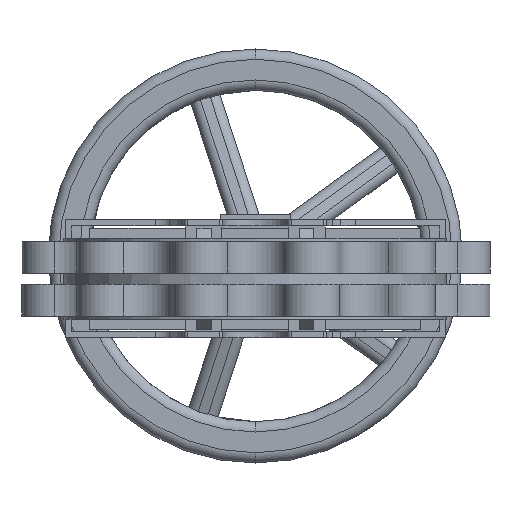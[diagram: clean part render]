
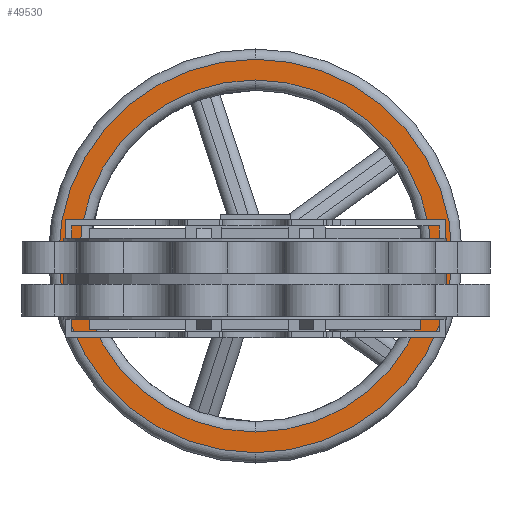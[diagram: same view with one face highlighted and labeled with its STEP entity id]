
A CAD part, front view. The second image highlights one B-rep face of the part: STEP entity #49530.
In plain terms, the highlighted planar face has unit normal (0, -1, 0).
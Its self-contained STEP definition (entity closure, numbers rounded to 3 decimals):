
#1656 = ORIENTED_EDGE ( 'NONE', *, *, #46010, .T. ) ;
#2322 = CIRCLE ( 'NONE', #32808, 190. ) ;
#3202 = DIRECTION ( 'NONE',  ( 0., 1., 0. ) ) ;
#4358 = DIRECTION ( 'NONE',  ( 0., 0., 1. ) ) ;
#4981 = VERTEX_POINT ( 'NONE', #43744 ) ;
#5243 = PLANE ( 'NONE',  #16545 ) ;
#8398 = EDGE_LOOP ( 'NONE', ( #21021, #13798 ) ) ;
#9313 = DIRECTION ( 'NONE',  ( 0., 1., 0. ) ) ;
#11312 = CIRCLE ( 'NONE', #14988, 170. ) ;
#11530 = CARTESIAN_POINT ( 'NONE',  ( 0., 828.5, 58. ) ) ;
#11737 = VERTEX_POINT ( 'NONE', #17380 ) ;
#12003 = DIRECTION ( 'NONE',  ( 0., 1., 0. ) ) ;
#13798 = ORIENTED_EDGE ( 'NONE', *, *, #19543, .T. ) ;
#14988 = AXIS2_PLACEMENT_3D ( 'NONE', #11530, #3202, #47514 ) ;
#16066 = CARTESIAN_POINT ( 'NONE',  ( 0., 828.5, 58. ) ) ;
#16073 = DIRECTION ( 'NONE',  ( 0., 0., 1. ) ) ;
#16545 = AXIS2_PLACEMENT_3D ( 'NONE', #17823, #9313, #17462 ) ;
#17380 = CARTESIAN_POINT ( 'NONE',  ( 0., 828.5, 228. ) ) ;
#17462 = DIRECTION ( 'NONE',  ( 0., 0., 1. ) ) ;
#17823 = CARTESIAN_POINT ( 'NONE',  ( 0., 828.5, 58. ) ) ;
#18476 = CIRCLE ( 'NONE', #27269, 190. ) ;
#19543 = EDGE_CURVE ( 'NONE', #4981, #44232, #18476, .T. ) ;
#21021 = ORIENTED_EDGE ( 'NONE', *, *, #34624, .T. ) ;
#21172 = AXIS2_PLACEMENT_3D ( 'NONE', #32765, #12003, #16073 ) ;
#21899 = DIRECTION ( 'NONE',  ( 0., 0., 1. ) ) ;
#22264 = DIRECTION ( 'NONE',  ( 0., -1., 0. ) ) ;
#23033 = CARTESIAN_POINT ( 'NONE',  ( 0., 828.5, -112. ) ) ;
#24586 = DIRECTION ( 'NONE',  ( 0., -1., 0. ) ) ;
#25236 = CIRCLE ( 'NONE', #21172, 170. ) ;
#27269 = AXIS2_PLACEMENT_3D ( 'NONE', #30266, #22264, #21899 ) ;
#29302 = EDGE_CURVE ( 'NONE', #33512, #11737, #11312, .T. ) ;
#30266 = CARTESIAN_POINT ( 'NONE',  ( 0., 828.5, 58. ) ) ;
#30716 = EDGE_LOOP ( 'NONE', ( #1656, #36632 ) ) ;
#32765 = CARTESIAN_POINT ( 'NONE',  ( 0., 828.5, 58. ) ) ;
#32808 = AXIS2_PLACEMENT_3D ( 'NONE', #16066, #24586, #4358 ) ;
#33287 = FACE_BOUND ( 'NONE', #30716, .T. ) ;
#33512 = VERTEX_POINT ( 'NONE', #23033 ) ;
#34624 = EDGE_CURVE ( 'NONE', #44232, #4981, #2322, .T. ) ;
#36632 = ORIENTED_EDGE ( 'NONE', *, *, #29302, .T. ) ;
#41684 = CARTESIAN_POINT ( 'NONE',  ( 0., 828.5, 248. ) ) ;
#43744 = CARTESIAN_POINT ( 'NONE',  ( 0., 828.5, -132. ) ) ;
#44232 = VERTEX_POINT ( 'NONE', #41684 ) ;
#44684 = FACE_OUTER_BOUND ( 'NONE', #8398, .T. ) ;
#46010 = EDGE_CURVE ( 'NONE', #11737, #33512, #25236, .T. ) ;
#47514 = DIRECTION ( 'NONE',  ( 0., 0., 1. ) ) ;
#49530 = ADVANCED_FACE ( 'NONE', ( #33287, #44684 ), #5243, .F. ) ;
